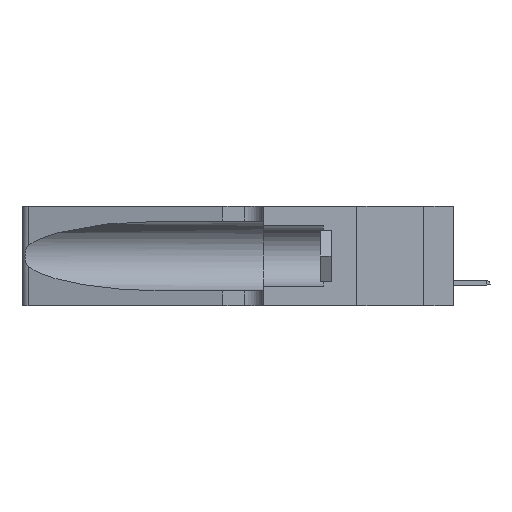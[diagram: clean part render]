
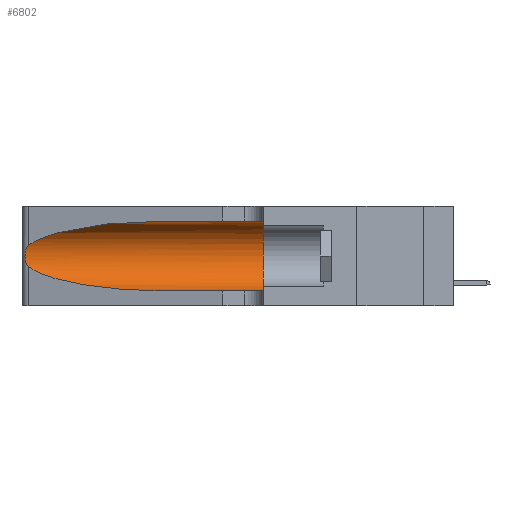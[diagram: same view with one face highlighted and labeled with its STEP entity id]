
A CAD part, left-side view. The second image highlights one B-rep face of the part: STEP entity #6802.
In plain terms, the highlighted cylindrical face has radius 3.308 mm (diameter 6.617 mm), a partial arc.
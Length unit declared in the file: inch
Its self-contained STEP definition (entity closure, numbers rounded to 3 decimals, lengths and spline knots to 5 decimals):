
#482 = CARTESIAN_POINT ( 'NONE',  ( 0.1305, 0.35, 0.185 ) ) ;
#661 =( BOUNDED_CURVE ( )  B_SPLINE_CURVE ( 3, ( #16002, #3887, #16497, #26602 ),
 .UNSPECIFIED., .F., .F. ) 
 B_SPLINE_CURVE_WITH_KNOTS ( ( 4, 4 ),
 ( 1.5708, 2.84003 ),
 .UNSPECIFIED. ) 
 CURVE ( )  GEOMETRIC_REPRESENTATION_ITEM ( )  RATIONAL_B_SPLINE_CURVE ( ( 1., 0.87, 0.87, 1. ) ) 
 REPRESENTATION_ITEM ( '' )  );
#1325 = VECTOR ( 'NONE', #4607, 39.37008 ) ;
#2284 = ORIENTED_EDGE ( 'NONE', *, *, #21020, .T. ) ;
#2327 = CARTESIAN_POINT ( 'NONE',  ( 0.25555, 1.22993, 0.14849 ) ) ;
#2578 = ORIENTED_EDGE ( 'NONE', *, *, #13495, .F. ) ;
#3861 = CARTESIAN_POINT ( 'NONE',  ( 0.26018, 1.23835, 0.19895 ) ) ;
#3887 = CARTESIAN_POINT ( 'NONE',  ( 0.18966, 0.96281, 0.31525 ) ) ;
#4198 = CARTESIAN_POINT ( 'NONE',  ( 0.25487, 1.22718, 0.14631 ) ) ;
#4607 = DIRECTION ( 'NONE',  ( 0., -1., 0. ) ) ;
#4733 = VERTEX_POINT ( 'NONE', #9224 ) ;
#5828 = ORIENTED_EDGE ( 'NONE', *, *, #16229, .T. ) ;
#5864 = CYLINDRICAL_SURFACE ( 'NONE', #12667, 0.13025 ) ;
#6496 = CARTESIAN_POINT ( 'NONE',  ( 0.26017, 1.23833, 0.17102 ) ) ;
#6802 = ADVANCED_FACE ( 'NONE', ( #28548 ), #5864, .F. ) ;
#8652 = EDGE_CURVE ( 'NONE', #17360, #17999, #14145, .T. ) ;
#8838 = CARTESIAN_POINT ( 'NONE',  ( 0.25639, 1.23186, 0.15144 ) ) ;
#9174 = CARTESIAN_POINT ( 'NONE',  ( 0.2373, 1.15595, 0.08982 ) ) ;
#9224 = CARTESIAN_POINT ( 'NONE',  ( 0.25487, 1.22718, 0.14631 ) ) ;
#9514 = VERTEX_POINT ( 'NONE', #24459 ) ;
#9615 = CARTESIAN_POINT ( 'NONE',  ( 0.1305, 0.35, 0.31525 ) ) ;
#11014 = CARTESIAN_POINT ( 'NONE',  ( 0.25487, 1.22718, 0.22369 ) ) ;
#11674 = CARTESIAN_POINT ( 'NONE',  ( 0.25639, 1.23184, 0.21858 ) ) ;
#12667 = AXIS2_PLACEMENT_3D ( 'NONE', #13977, #31696, #15975 ) ;
#13069 = DIRECTION ( 'NONE',  ( 0., 1., 0. ) ) ;
#13495 = EDGE_CURVE ( 'NONE', #17999, #15390, #17016, .T. ) ;
#13977 = CARTESIAN_POINT ( 'NONE',  ( 0.1305, 1.61858, 0.185 ) ) ;
#13981 = CARTESIAN_POINT ( 'NONE',  ( 0.25789, 1.23486, 0.15765 ) ) ;
#14145 = LINE ( 'NONE', #21590, #18382 ) ;
#14171 = CARTESIAN_POINT ( 'NONE',  ( 0.1305, 0.72297, 0.31525 ) ) ;
#15390 = VERTEX_POINT ( 'NONE', #24512 ) ;
#15745 = VERTEX_POINT ( 'NONE', #16194 ) ;
#15975 = DIRECTION ( 'NONE',  ( 0., 0., -1. ) ) ;
#16002 = CARTESIAN_POINT ( 'NONE',  ( 0.1305, 0.72297, 0.31525 ) ) ;
#16157 = CARTESIAN_POINT ( 'NONE',  ( 0.1305, 0.72297, 0.05475 ) ) ;
#16194 = CARTESIAN_POINT ( 'NONE',  ( 0.25487, 1.22718, 0.22369 ) ) ;
#16229 = EDGE_CURVE ( 'NONE', #4733, #9514, #27957, .T. ) ;
#16315 = CARTESIAN_POINT ( 'NONE',  ( 0.25487, 1.22718, 0.14631 ) ) ;
#16474 = CARTESIAN_POINT ( 'NONE',  ( 0.26075, 1.23896, 0.19203 ) ) ;
#16497 = CARTESIAN_POINT ( 'NONE',  ( 0.2373, 1.15595, 0.28018 ) ) ;
#17016 = CIRCLE ( 'NONE', #26008, 0.13025 ) ;
#17360 = VERTEX_POINT ( 'NONE', #14171 ) ;
#17999 = VERTEX_POINT ( 'NONE', #9615 ) ;
#18133 = ORIENTED_EDGE ( 'NONE', *, *, #8652, .F. ) ;
#18382 = VECTOR ( 'NONE', #29868, 39.37008 ) ;
#20208 = DIRECTION ( 'NONE',  ( 0., 0., 1. ) ) ;
#21020 = EDGE_CURVE ( 'NONE', #15745, #4733, #23791, .T. ) ;
#21107 = CARTESIAN_POINT ( 'NONE',  ( 0.25555, 1.22994, 0.2215 ) ) ;
#21590 = CARTESIAN_POINT ( 'NONE',  ( 0.1305, 1.61858, 0.31525 ) ) ;
#22538 = CARTESIAN_POINT ( 'NONE',  ( 0.25787, 1.23484, 0.2124 ) ) ;
#23350 = EDGE_LOOP ( 'NONE', ( #25754, #2284, #5828, #28644, #2578, #18133 ) ) ;
#23791 = B_SPLINE_CURVE_WITH_KNOTS ( 'NONE', 3,
 ( #11014, #21107, #11674, #22538, #26754, #3861, #16474, #30160, #6496, #29213, #13981, #8838, #2327, #4198 ),
 .UNSPECIFIED., .F., .F.,
 ( 4, 2, 2, 2, 2, 2, 4 ),
 ( 0., 0.00027, 0.00053, 0.00107, 0.0016, 0.00187, 0.00214 ),
 .UNSPECIFIED. ) ;
#24459 = CARTESIAN_POINT ( 'NONE',  ( 0.1305, 0.72297, 0.05475 ) ) ;
#24512 = CARTESIAN_POINT ( 'NONE',  ( 0.1305, 0.35, 0.05475 ) ) ;
#25666 = EDGE_CURVE ( 'NONE', #9514, #15390, #27307, .T. ) ;
#25754 = ORIENTED_EDGE ( 'NONE', *, *, #29850, .T. ) ;
#26008 = AXIS2_PLACEMENT_3D ( 'NONE', #482, #13069, #20208 ) ;
#26602 = CARTESIAN_POINT ( 'NONE',  ( 0.25487, 1.22718, 0.22369 ) ) ;
#26754 = CARTESIAN_POINT ( 'NONE',  ( 0.25854, 1.2359, 0.20912 ) ) ;
#27307 = LINE ( 'NONE', #29474, #1325 ) ;
#27957 =( BOUNDED_CURVE ( )  B_SPLINE_CURVE ( 3, ( #16315, #9174, #28726, #16157 ),
 .UNSPECIFIED., .F., .F. ) 
 B_SPLINE_CURVE_WITH_KNOTS ( ( 4, 4 ),
 ( 3.44316, 4.71239 ),
 .UNSPECIFIED. ) 
 CURVE ( )  GEOMETRIC_REPRESENTATION_ITEM ( )  RATIONAL_B_SPLINE_CURVE ( ( 1., 0.87, 0.87, 1. ) ) 
 REPRESENTATION_ITEM ( '' )  );
#28548 = FACE_OUTER_BOUND ( 'NONE', #23350, .T. ) ;
#28644 = ORIENTED_EDGE ( 'NONE', *, *, #25666, .T. ) ;
#28726 = CARTESIAN_POINT ( 'NONE',  ( 0.18966, 0.96281, 0.05475 ) ) ;
#29213 = CARTESIAN_POINT ( 'NONE',  ( 0.25856, 1.23593, 0.16098 ) ) ;
#29474 = CARTESIAN_POINT ( 'NONE',  ( 0.1305, 1.61858, 0.05475 ) ) ;
#29850 = EDGE_CURVE ( 'NONE', #17360, #15745, #661, .T. ) ;
#29868 = DIRECTION ( 'NONE',  ( 0., -1., 0. ) ) ;
#30160 = CARTESIAN_POINT ( 'NONE',  ( 0.26075, 1.23896, 0.178 ) ) ;
#31696 = DIRECTION ( 'NONE',  ( 0., -1., 0. ) ) ;
